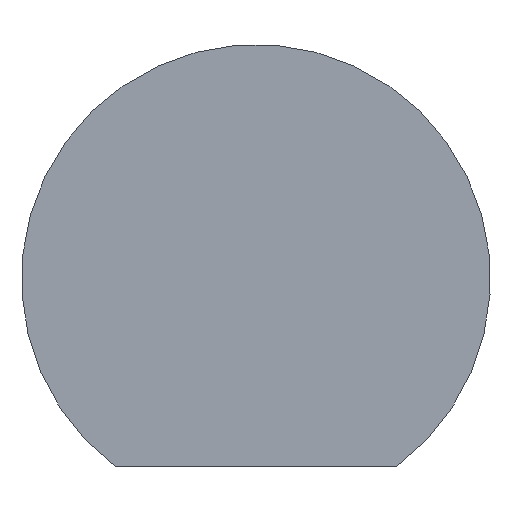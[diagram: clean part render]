
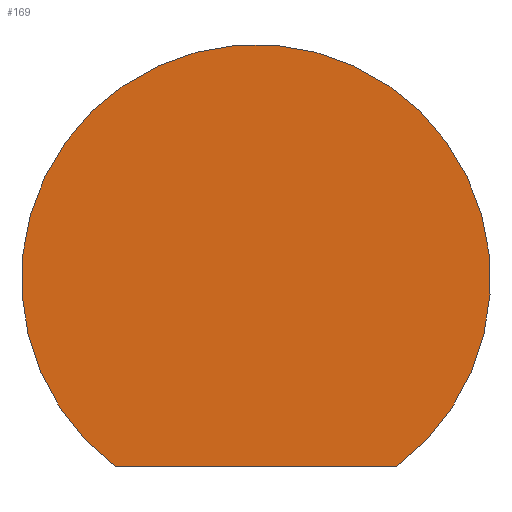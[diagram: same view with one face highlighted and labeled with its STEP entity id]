
A CAD part, front view. The second image highlights one B-rep face of the part: STEP entity #169.
In plain terms, the highlighted planar face has unit normal (0, -1, 0).
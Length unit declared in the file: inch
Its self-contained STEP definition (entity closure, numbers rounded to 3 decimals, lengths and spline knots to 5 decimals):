
#30 = VERTEX_POINT ( 'NONE', #84 ) ;
#35 = EDGE_CURVE ( 'NONE', #30, #174, #59, .T. ) ;
#40 = ORIENTED_EDGE ( 'NONE', *, *, #35, .F. ) ;
#53 = EDGE_LOOP ( 'NONE', ( #40, #101 ) ) ;
#56 = AXIS2_PLACEMENT_3D ( 'NONE', #152, #150, #142 ) ;
#59 = CIRCLE ( 'NONE', #56, 0.125 ) ;
#74 = LINE ( 'NONE', #127, #90 ) ;
#84 = CARTESIAN_POINT ( 'NONE',  ( -0.075, 0., -0.1 ) ) ;
#86 = FACE_OUTER_BOUND ( 'NONE', #53, .T. ) ;
#88 = AXIS2_PLACEMENT_3D ( 'NONE', #110, #104, #103 ) ;
#90 = VECTOR ( 'NONE', #130, 39.37008 ) ;
#101 = ORIENTED_EDGE ( 'NONE', *, *, #121, .F. ) ;
#103 = DIRECTION ( 'NONE',  ( 0., 0., 1. ) ) ;
#104 = DIRECTION ( 'NONE',  ( 0., 1., 0. ) ) ;
#110 = CARTESIAN_POINT ( 'NONE',  ( 0., 0., 0. ) ) ;
#111 = PLANE ( 'NONE',  #88 ) ;
#121 = EDGE_CURVE ( 'NONE', #174, #30, #74, .T. ) ;
#126 = CARTESIAN_POINT ( 'NONE',  ( 0.075, 0., -0.1 ) ) ;
#127 = CARTESIAN_POINT ( 'NONE',  ( -0.075, 0., -0.1 ) ) ;
#130 = DIRECTION ( 'NONE',  ( -1., 0., 0. ) ) ;
#142 = DIRECTION ( 'NONE',  ( 0., 0., 1. ) ) ;
#150 = DIRECTION ( 'NONE',  ( 0., 1., 0. ) ) ;
#152 = CARTESIAN_POINT ( 'NONE',  ( 0., 0., 0. ) ) ;
#169 = ADVANCED_FACE ( 'NONE', ( #86 ), #111, .F. ) ;
#174 = VERTEX_POINT ( 'NONE', #126 ) ;
